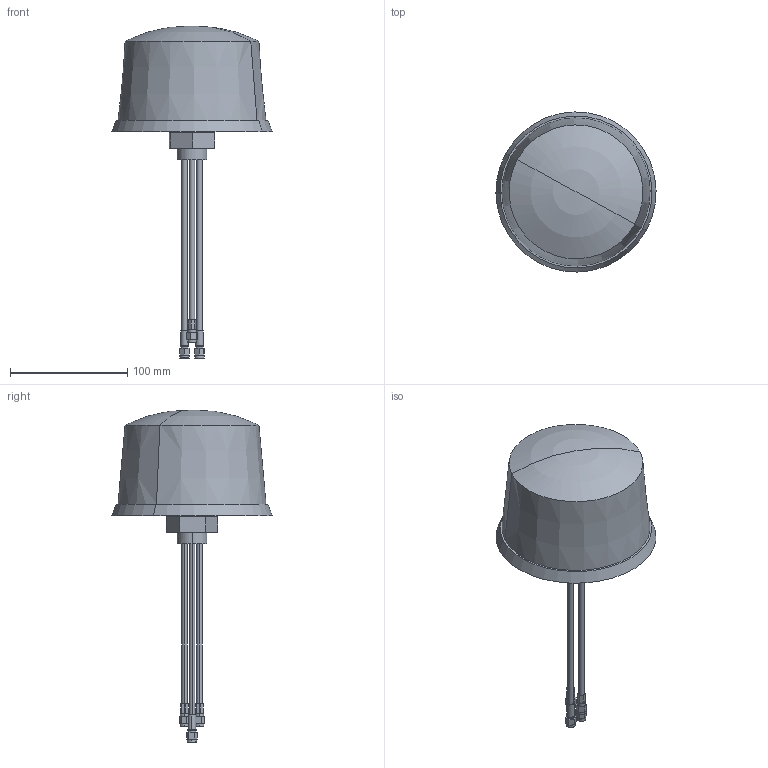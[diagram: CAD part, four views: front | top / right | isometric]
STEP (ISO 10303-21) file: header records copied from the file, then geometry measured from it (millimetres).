
FILE_DESCRIPTION(('CATIA V5 STEP Exchange','CAx-IF Rec.Pracs.--- Model Styling and Organization---1.4--- 2014-01-23'),'2;1');
FILE_NAME ('D1487942_0_2788090000_S3D_IE_ANT_CELL_WL_MB_MIMO_DO.stp','2021-05-31T11:13:22+00:00',('none'),('Weidmueller'),'CATIA Version 5-6 Release 2016 SP3 HF44','CATIA V5 STEP AP214','none');
FILE_SCHEMA(('AUTOMOTIVE_DESIGN { 1 0 10303 214 1 1 1 1 }'));
Length unit declared in the file: millimetre
Products named in the file (1): S3D_IE_ANT_CELL_WL_MB_MIMO_DO
Bounding box: 136.5 x 136.5 x 282.9 mm (x, y, z)
Volume: 1004398.4 mm3; surface area: 98854.5 mm2
Topology: 11 solids, 11 shells, 179 faces, 408 edges, 281 vertices
Faces by surface type: plane 101, cylinder 72, cone 4, torus 2
Entity records: 5116 total; most frequent: CARTESIAN_POINT 984, ORIENTED_EDGE 812, DIRECTION 684, EDGE_CURVE 406, AXIS2_PLACEMENT_3D 307, VERTEX_POINT 281, VECTOR 234, LINE 234
